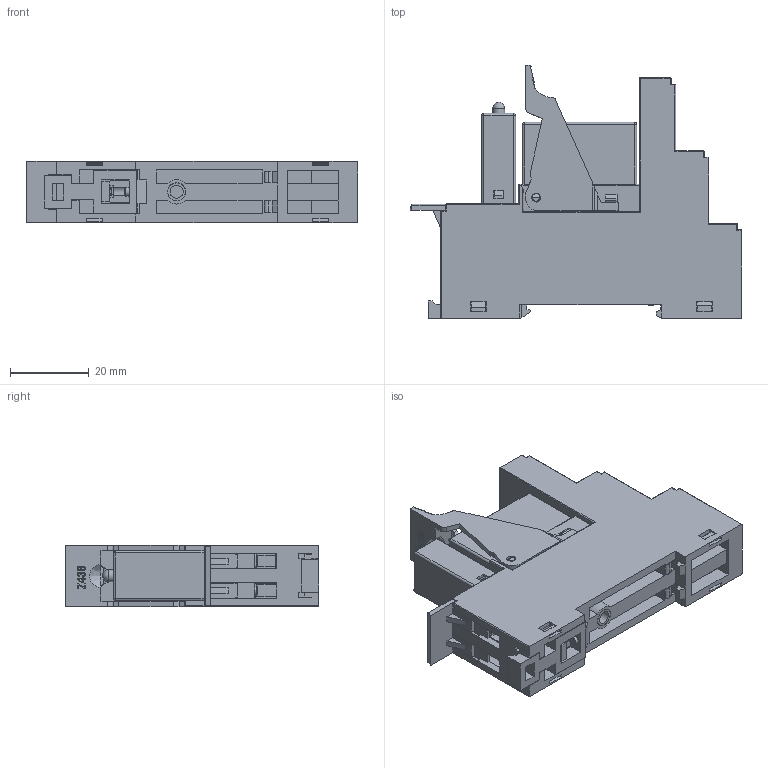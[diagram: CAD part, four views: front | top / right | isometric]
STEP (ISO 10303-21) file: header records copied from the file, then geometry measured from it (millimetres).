
FILE_DESCRIPTION(('STEP AP242'),'1');
FILE_NAME('rsb2a080f7pv.stp','2021-02-14T22:02:03',('TraceParts'),('TraceParts S.A.'),'Spatial InterOp 3D',' ',' ');
FILE_SCHEMA(('AP242_MANAGED_MODEL_BASED_3D_ENGINEERING_MIM_LF {1 0 10303 442 1 1 4}'));
Length unit declared in the file: millimetre
Products named in the file (1): rsb2a080f7pv
Bounding box: 84.2 x 64.3 x 15.7 mm (x, y, z)
Volume: 29968.7 mm3; surface area: 42258.7 mm2
Topology: 1 solids, 2 shells, 4384 faces, 12632 edges, 8339 vertices
Faces by surface type: plane 3059, cylinder 693, torus 220, cone 210, extrusion 172, sphere 25, bspline 5
Full cylindrical faces by diameter (mm): 0.85 x3, 1 x1, 1.3 x2, 1.5 x2, 1.6 x6, 1.8 x1, 2 x5, 2.2 x14, 2.5 x8, 2.7 x7, 2.95 x8, 3 x2, 3.15 x8, 3.3 x1, 3.5 x2, 3.8 x1, 3.9 x7, 4 x16, 4.5 x1, 4.6 x1, 5 x8, 5.3 x8, 5.6 x1, 6.1 x1
Entity records: 155015 total; most frequent: CARTESIAN_POINT 42273, ORIENTED_EDGE 24230, DIRECTION 21541, EDGE_CURVE 12115, VECTOR 8831, LINE 8659, VERTEX_POINT 8287, AXIS2_PLACEMENT_3D 6355
